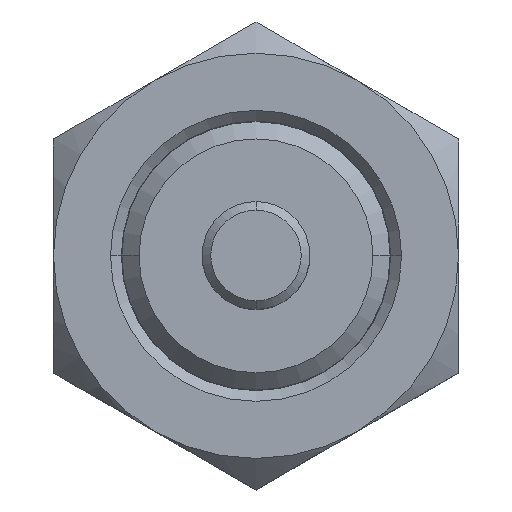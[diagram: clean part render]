
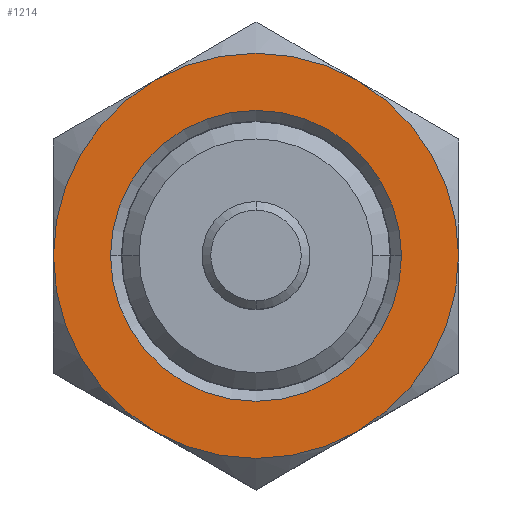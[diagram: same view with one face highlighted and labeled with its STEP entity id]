
A CAD part, top view. The second image highlights one B-rep face of the part: STEP entity #1214.
In plain terms, the highlighted planar face has unit normal (0, 0, 1).
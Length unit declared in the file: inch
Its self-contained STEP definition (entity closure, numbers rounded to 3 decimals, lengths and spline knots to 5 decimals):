
#87 = CARTESIAN_POINT ( 'NONE',  ( -0.47, 0., 0.19 ) ) ;
#90 = DIRECTION ( 'NONE',  ( -1., 0., 0. ) ) ;
#95 = EDGE_CURVE ( 'NONE', #1897, #1011, #1123, .T. ) ;
#105 = VERTEX_POINT ( 'NONE', #2984 ) ;
#138 = DIRECTION ( 'NONE',  ( 0., 0., -1. ) ) ;
#191 = VERTEX_POINT ( 'NONE', #1084 ) ;
#245 = VERTEX_POINT ( 'NONE', #858 ) ;
#248 = CARTESIAN_POINT ( 'NONE',  ( 0.235, -0.40703, 0.19 ) ) ;
#258 = CARTESIAN_POINT ( 'NONE',  ( 0.235, 0.40703, 0.19 ) ) ;
#426 = DIRECTION ( 'NONE',  ( 0., 0., -1. ) ) ;
#449 = PLANE ( 'NONE',  #2554 ) ;
#528 = AXIS2_PLACEMENT_3D ( 'NONE', #880, #2576, #1126 ) ;
#557 = EDGE_CURVE ( 'NONE', #191, #1897, #2789, .T. ) ;
#560 = CIRCLE ( 'NONE', #2681, 0.47 ) ;
#567 = VERTEX_POINT ( 'NONE', #258 ) ;
#637 = DIRECTION ( 'NONE',  ( 0., 0., -1. ) ) ;
#653 = ORIENTED_EDGE ( 'NONE', *, *, #704, .F. ) ;
#704 = EDGE_CURVE ( 'NONE', #2123, #191, #1261, .T. ) ;
#749 = ORIENTED_EDGE ( 'NONE', *, *, #2921, .F. ) ;
#792 = EDGE_CURVE ( 'NONE', #105, #567, #2345, .T. ) ;
#858 = CARTESIAN_POINT ( 'NONE',  ( 0.3375, 0., 0.19 ) ) ;
#859 = ORIENTED_EDGE ( 'NONE', *, *, #95, .F. ) ;
#880 = CARTESIAN_POINT ( 'NONE',  ( 0., 0., 0.19 ) ) ;
#921 = DIRECTION ( 'NONE',  ( 0., 0., -1. ) ) ;
#922 = FACE_BOUND ( 'NONE', #2725, .T. ) ;
#978 = ORIENTED_EDGE ( 'NONE', *, *, #2341, .F. ) ;
#1011 = VERTEX_POINT ( 'NONE', #1094 ) ;
#1014 = EDGE_LOOP ( 'NONE', ( #859, #2410, #653, #978, #1252, #749 ) ) ;
#1084 = CARTESIAN_POINT ( 'NONE',  ( -0.235, -0.40703, 0.19 ) ) ;
#1094 = CARTESIAN_POINT ( 'NONE',  ( -0.235, 0.40703, 0.19 ) ) ;
#1123 = CIRCLE ( 'NONE', #2037, 0.47 ) ;
#1126 = DIRECTION ( 'NONE',  ( -1., 0., 0. ) ) ;
#1163 = CARTESIAN_POINT ( 'NONE',  ( 0., 0., 0.19 ) ) ;
#1175 = ORIENTED_EDGE ( 'NONE', *, *, #2835, .T. ) ;
#1214 = ADVANCED_FACE ( 'NONE', ( #922, #2705 ), #449, .F. ) ;
#1226 = CARTESIAN_POINT ( 'NONE',  ( 0., 0., 0.19 ) ) ;
#1227 = AXIS2_PLACEMENT_3D ( 'NONE', #1871, #426, #2118 ) ;
#1252 = ORIENTED_EDGE ( 'NONE', *, *, #792, .T. ) ;
#1261 = CIRCLE ( 'NONE', #528, 0.47 ) ;
#1320 = CARTESIAN_POINT ( 'NONE',  ( 0., 0., 0.19 ) ) ;
#1363 = CIRCLE ( 'NONE', #2799, 0.47 ) ;
#1375 = AXIS2_PLACEMENT_3D ( 'NONE', #1320, #3025, #1568 ) ;
#1402 = DIRECTION ( 'NONE',  ( 1., 0., 0. ) ) ;
#1431 = CIRCLE ( 'NONE', #1375, 0.3375 ) ;
#1468 = DIRECTION ( 'NONE',  ( -1., 0., 0. ) ) ;
#1534 = DIRECTION ( 'NONE',  ( 0., 0., -1. ) ) ;
#1568 = DIRECTION ( 'NONE',  ( -1., 0., 0. ) ) ;
#1587 = CARTESIAN_POINT ( 'NONE',  ( 0., 0., 0.19 ) ) ;
#1833 = DIRECTION ( 'NONE',  ( -1., 0., 0. ) ) ;
#1871 = CARTESIAN_POINT ( 'NONE',  ( 0., 0., 0.19 ) ) ;
#1897 = VERTEX_POINT ( 'NONE', #87 ) ;
#1926 = EDGE_CURVE ( 'NONE', #245, #2896, #3124, .T. ) ;
#2037 = AXIS2_PLACEMENT_3D ( 'NONE', #2996, #1534, #90 ) ;
#2066 = CARTESIAN_POINT ( 'NONE',  ( -0.3375, 0., 0.19 ) ) ;
#2090 = CARTESIAN_POINT ( 'NONE',  ( 0., 0., 0.19 ) ) ;
#2118 = DIRECTION ( 'NONE',  ( -1., 0., 0. ) ) ;
#2123 = VERTEX_POINT ( 'NONE', #248 ) ;
#2205 = AXIS2_PLACEMENT_3D ( 'NONE', #1163, #2867, #1402 ) ;
#2213 = ORIENTED_EDGE ( 'NONE', *, *, #1926, .T. ) ;
#2328 = AXIS2_PLACEMENT_3D ( 'NONE', #1226, #2934, #1468 ) ;
#2341 = EDGE_CURVE ( 'NONE', #105, #2123, #1363, .T. ) ;
#2345 = CIRCLE ( 'NONE', #2205, 0.47 ) ;
#2348 = DIRECTION ( 'NONE',  ( -1., 0., 0. ) ) ;
#2388 = CARTESIAN_POINT ( 'NONE',  ( 0., 0.54271, 0.19 ) ) ;
#2410 = ORIENTED_EDGE ( 'NONE', *, *, #557, .F. ) ;
#2554 = AXIS2_PLACEMENT_3D ( 'NONE', #2388, #921, #2626 ) ;
#2576 = DIRECTION ( 'NONE',  ( 0., 0., -1. ) ) ;
#2626 = DIRECTION ( 'NONE',  ( -1., 0., 0. ) ) ;
#2681 = AXIS2_PLACEMENT_3D ( 'NONE', #2090, #637, #2348 ) ;
#2705 = FACE_OUTER_BOUND ( 'NONE', #1014, .T. ) ;
#2725 = EDGE_LOOP ( 'NONE', ( #2213, #1175 ) ) ;
#2789 = CIRCLE ( 'NONE', #2328, 0.47 ) ;
#2799 = AXIS2_PLACEMENT_3D ( 'NONE', #1587, #138, #1833 ) ;
#2835 = EDGE_CURVE ( 'NONE', #2896, #245, #1431, .T. ) ;
#2867 = DIRECTION ( 'NONE',  ( 0., 0., 1. ) ) ;
#2896 = VERTEX_POINT ( 'NONE', #2066 ) ;
#2921 = EDGE_CURVE ( 'NONE', #1011, #567, #560, .T. ) ;
#2934 = DIRECTION ( 'NONE',  ( 0., 0., -1. ) ) ;
#2984 = CARTESIAN_POINT ( 'NONE',  ( 0.47, 0., 0.19 ) ) ;
#2996 = CARTESIAN_POINT ( 'NONE',  ( 0., 0., 0.19 ) ) ;
#3025 = DIRECTION ( 'NONE',  ( 0., 0., -1. ) ) ;
#3124 = CIRCLE ( 'NONE', #1227, 0.3375 ) ;
